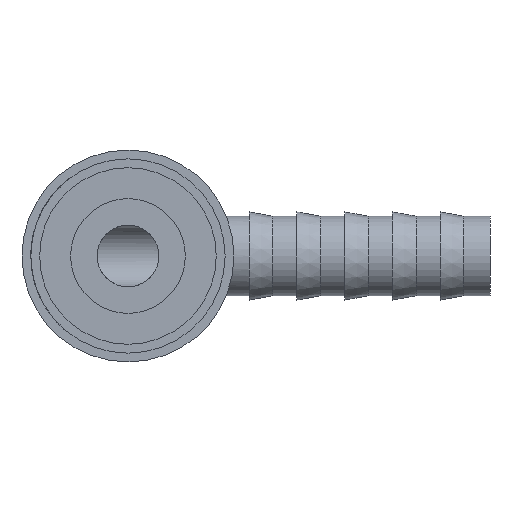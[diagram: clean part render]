
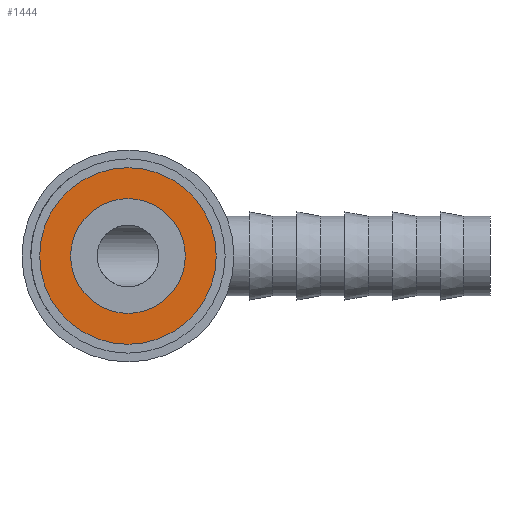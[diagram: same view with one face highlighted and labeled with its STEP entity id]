
A CAD part, left-side view. The second image highlights one B-rep face of the part: STEP entity #1444.
In plain terms, the highlighted planar face has unit normal (-1, 0, 0).
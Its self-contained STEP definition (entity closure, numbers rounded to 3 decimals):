
#311 = CIRCLE ( 'NONE', #1608, 6.5 ) ;
#421 = CARTESIAN_POINT ( 'NONE',  ( 0., 0., -10. ) ) ;
#481 = CARTESIAN_POINT ( 'NONE',  ( 0., 0., 0. ) ) ;
#497 = EDGE_CURVE ( 'NONE', #901, #6954, #311, .T. ) ;
#557 = CARTESIAN_POINT ( 'NONE',  ( 0., 0., -6.5 ) ) ;
#575 = ORIENTED_EDGE ( 'NONE', *, *, #6345, .T. ) ;
#897 = AXIS2_PLACEMENT_3D ( 'NONE', #1417, #2762, #4777 ) ;
#901 = VERTEX_POINT ( 'NONE', #557 ) ;
#1417 = CARTESIAN_POINT ( 'NONE',  ( 0., 0., 0. ) ) ;
#1444 = ADVANCED_FACE ( 'NONE', ( #2451, #2044 ), #6892, .F. ) ;
#1608 = AXIS2_PLACEMENT_3D ( 'NONE', #6456, #7094, #4399 ) ;
#1610 = ORIENTED_EDGE ( 'NONE', *, *, #2253, .T. ) ;
#1658 = CARTESIAN_POINT ( 'NONE',  ( 0., 0., 0. ) ) ;
#1741 = DIRECTION ( 'NONE',  ( -1., 0., 0. ) ) ;
#2044 = FACE_OUTER_BOUND ( 'NONE', #5449, .T. ) ;
#2063 = ORIENTED_EDGE ( 'NONE', *, *, #497, .T. ) ;
#2198 = AXIS2_PLACEMENT_3D ( 'NONE', #481, #5903, #3085 ) ;
#2205 = ORIENTED_EDGE ( 'NONE', *, *, #3522, .T. ) ;
#2253 = EDGE_CURVE ( 'NONE', #5639, #5280, #7198, .T. ) ;
#2451 = FACE_BOUND ( 'NONE', #2781, .T. ) ;
#2544 = DIRECTION ( 'NONE',  ( 0., 0., 1. ) ) ;
#2762 = DIRECTION ( 'NONE',  ( 1., 0., 0. ) ) ;
#2781 = EDGE_LOOP ( 'NONE', ( #2205, #2063 ) ) ;
#3085 = DIRECTION ( 'NONE',  ( 0., 0., -1. ) ) ;
#3329 = AXIS2_PLACEMENT_3D ( 'NONE', #6764, #8644, #2544 ) ;
#3522 = EDGE_CURVE ( 'NONE', #6954, #901, #5625, .T. ) ;
#4399 = DIRECTION ( 'NONE',  ( 0., 0., -1. ) ) ;
#4777 = DIRECTION ( 'NONE',  ( 0., 0., -1. ) ) ;
#5280 = VERTEX_POINT ( 'NONE', #8413 ) ;
#5449 = EDGE_LOOP ( 'NONE', ( #575, #1610 ) ) ;
#5625 = CIRCLE ( 'NONE', #2198, 6.5 ) ;
#5639 = VERTEX_POINT ( 'NONE', #421 ) ;
#5640 = DIRECTION ( 'NONE',  ( 0., 0., 1. ) ) ;
#5903 = DIRECTION ( 'NONE',  ( 1., 0., 0. ) ) ;
#6345 = EDGE_CURVE ( 'NONE', #5280, #5639, #7219, .T. ) ;
#6456 = CARTESIAN_POINT ( 'NONE',  ( 0., 0., 0. ) ) ;
#6764 = CARTESIAN_POINT ( 'NONE',  ( 0., 0., 0. ) ) ;
#6799 = AXIS2_PLACEMENT_3D ( 'NONE', #1658, #1741, #5640 ) ;
#6892 = PLANE ( 'NONE',  #897 ) ;
#6954 = VERTEX_POINT ( 'NONE', #8372 ) ;
#7094 = DIRECTION ( 'NONE',  ( 1., 0., 0. ) ) ;
#7198 = CIRCLE ( 'NONE', #3329, 10. ) ;
#7219 = CIRCLE ( 'NONE', #6799, 10. ) ;
#8372 = CARTESIAN_POINT ( 'NONE',  ( 0., 0., 6.5 ) ) ;
#8413 = CARTESIAN_POINT ( 'NONE',  ( 0., 0., 10. ) ) ;
#8644 = DIRECTION ( 'NONE',  ( -1., 0., 0. ) ) ;
